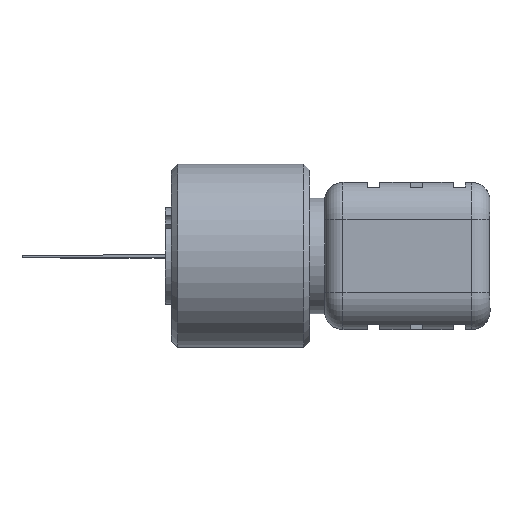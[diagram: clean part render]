
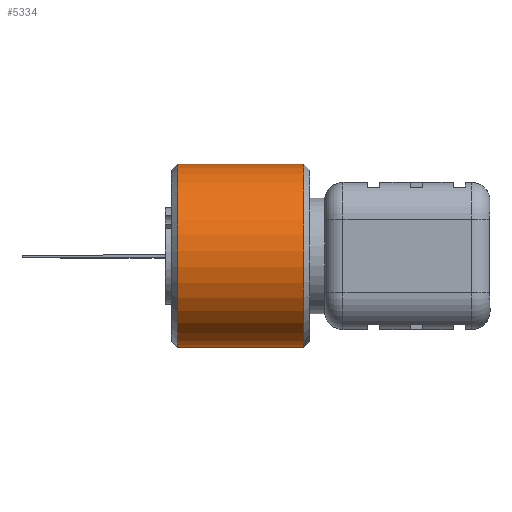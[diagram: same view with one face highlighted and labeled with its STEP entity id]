
A CAD part, front view. The second image highlights one B-rep face of the part: STEP entity #5334.
In plain terms, the highlighted cylindrical face has radius 7.5 mm (diameter 15 mm), a full revolution.
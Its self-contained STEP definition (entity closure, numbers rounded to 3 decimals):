
#2459=ORIENTED_EDGE('',*,*,#3174,.F.);
#2460=ORIENTED_EDGE('',*,*,#3173,.T.);
#3173=EDGE_CURVE('',#3671,#3671,#3910,.T.);
#3174=EDGE_CURVE('',#3672,#3672,#3911,.F.);
#3671=VERTEX_POINT('',#10966);
#3672=VERTEX_POINT('',#10969);
#3910=CIRCLE('',#6378,7.5);
#3911=CIRCLE('',#6380,7.5);
#4391=EDGE_LOOP('',(#2459));
#4392=EDGE_LOOP('',(#2460));
#4885=FACE_BOUND('',#4391,.T.);
#4886=FACE_BOUND('',#4392,.T.);
#5006=CYLINDRICAL_SURFACE('',#6379,7.5);
#5334=ADVANCED_FACE('',(#4885,#4886),#5006,.T.);
#6378=AXIS2_PLACEMENT_3D('',#10965,#7856,#7857);
#6379=AXIS2_PLACEMENT_3D('',#10967,#7858,#7859);
#6380=AXIS2_PLACEMENT_3D('',#10968,#7860,#7861);
#7856=DIRECTION('',(1.,0.,0.));
#7857=DIRECTION('',(0.,0.,-1.));
#7858=DIRECTION('',(1.,0.,0.));
#7859=DIRECTION('',(0.,0.,-1.));
#7860=DIRECTION('',(-1.,0.,0.));
#7861=DIRECTION('',(0.,0.,1.));
#10965=CARTESIAN_POINT('',(0.5,0.,0.));
#10966=CARTESIAN_POINT('',(0.5,0.,-7.5));
#10967=CARTESIAN_POINT('',(-0.093,0.,0.));
#10968=CARTESIAN_POINT('',(10.8,0.,0.));
#10969=CARTESIAN_POINT('',(10.8,0.,7.5));
